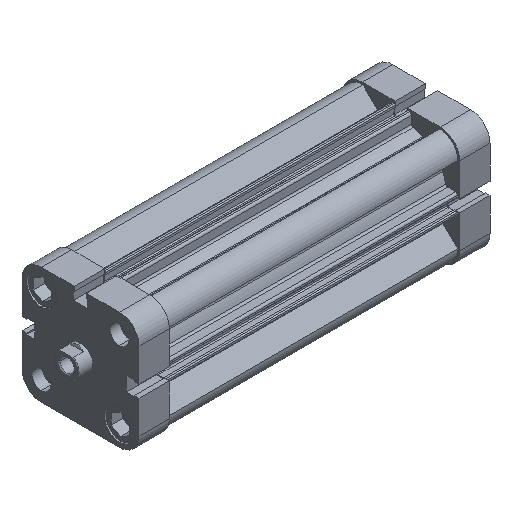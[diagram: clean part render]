
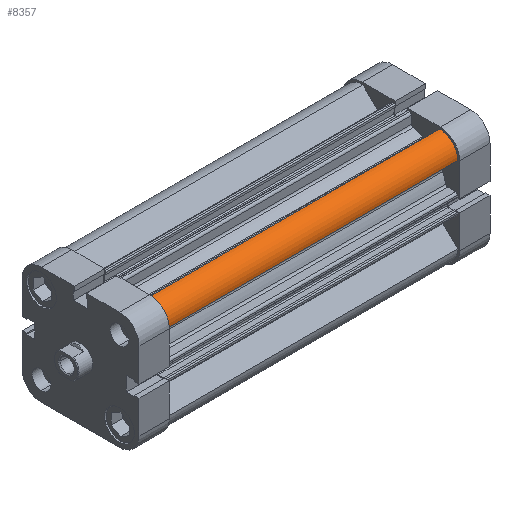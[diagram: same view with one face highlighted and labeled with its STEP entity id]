
A CAD part, isometric view. The second image highlights one B-rep face of the part: STEP entity #8357.
In plain terms, the highlighted cylindrical face has radius 8.5 mm (diameter 17 mm), a partial arc.
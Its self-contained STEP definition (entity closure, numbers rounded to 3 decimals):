
#421 = AXIS2_PLACEMENT_3D ( 'NONE', #5219, #5208, #5211 ) ;
#582 = CARTESIAN_POINT ( 'NONE',  ( 27.493, -18.654, 141.5 ) ) ;
#588 = CARTESIAN_POINT ( 'NONE',  ( 18.654, -27.493, 141.5 ) ) ;
#1324 = CIRCLE ( 'NONE', #7908, 8.5 ) ;
#1346 = CIRCLE ( 'NONE', #7915, 8.5 ) ;
#1410 = LINE ( 'NONE', #2252, #1411 ) ;
#1411 = VECTOR ( 'NONE', #2253, 1000. ) ;
#1436 = LINE ( 'NONE', #2313, #1437 ) ;
#1437 = VECTOR ( 'NONE', #2314, 1000. ) ;
#2064 = CARTESIAN_POINT ( 'NONE',  ( 19., -19., 0. ) ) ;
#2075 = DIRECTION ( 'NONE',  ( 0., 0., 1. ) ) ;
#2076 = DIRECTION ( 'NONE',  ( -1., 0., 0. ) ) ;
#2112 = CARTESIAN_POINT ( 'NONE',  ( 19., -19., 141.5 ) ) ;
#2123 = DIRECTION ( 'NONE',  ( 0., 0., 1. ) ) ;
#2124 = DIRECTION ( 'NONE',  ( -1., 0., 0. ) ) ;
#2252 = CARTESIAN_POINT ( 'NONE',  ( 18.654, -27.493, 141.5 ) ) ;
#2253 = DIRECTION ( 'NONE',  ( 0., 0., -1. ) ) ;
#2313 = CARTESIAN_POINT ( 'NONE',  ( 27.493, -18.654, 141.5 ) ) ;
#2314 = DIRECTION ( 'NONE',  ( 0., 0., -1. ) ) ;
#2672 = ORIENTED_EDGE ( 'NONE', *, *, #7376, .F. ) ;
#2689 = ORIENTED_EDGE ( 'NONE', *, *, #7432, .F. ) ;
#3305 = ORIENTED_EDGE ( 'NONE', *, *, #7361, .T. ) ;
#3307 = ORIENTED_EDGE ( 'NONE', *, *, #7417, .T. ) ;
#3529 = EDGE_LOOP ( 'NONE', ( #3305, #2689, #2672, #3307 ) ) ;
#4151 = FACE_OUTER_BOUND ( 'NONE', #3529, .T. ) ;
#4153 = CYLINDRICAL_SURFACE ( 'NONE', #421, 8.5 ) ;
#5208 = DIRECTION ( 'NONE',  ( 0., 0., -1. ) ) ;
#5211 = DIRECTION ( 'NONE',  ( -1., 0., 0. ) ) ;
#5219 = CARTESIAN_POINT ( 'NONE',  ( 19., -19., 141.5 ) ) ;
#5543 = CARTESIAN_POINT ( 'NONE',  ( 18.654, -27.493, 0. ) ) ;
#5568 = CARTESIAN_POINT ( 'NONE',  ( 27.493, -18.654, 0. ) ) ;
#7361 = EDGE_CURVE ( 'NONE', #9707, #9732, #1324, .T. ) ;
#7376 = EDGE_CURVE ( 'NONE', #9861, #9855, #1346, .T. ) ;
#7417 = EDGE_CURVE ( 'NONE', #9861, #9707, #1410, .T. ) ;
#7432 = EDGE_CURVE ( 'NONE', #9855, #9732, #1436, .T. ) ;
#7908 = AXIS2_PLACEMENT_3D ( 'NONE', #2064, #2075, #2076 ) ;
#7915 = AXIS2_PLACEMENT_3D ( 'NONE', #2112, #2123, #2124 ) ;
#8357 = ADVANCED_FACE ( 'NONE', ( #4151 ), #4153, .T. ) ;
#9707 = VERTEX_POINT ( 'NONE', #5543 ) ;
#9732 = VERTEX_POINT ( 'NONE', #5568 ) ;
#9855 = VERTEX_POINT ( 'NONE', #582 ) ;
#9861 = VERTEX_POINT ( 'NONE', #588 ) ;
